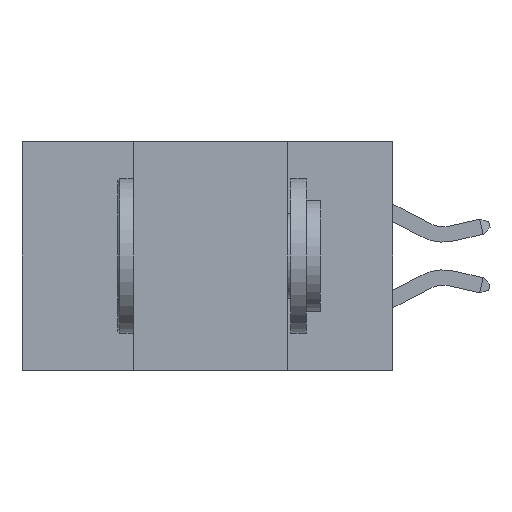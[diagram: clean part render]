
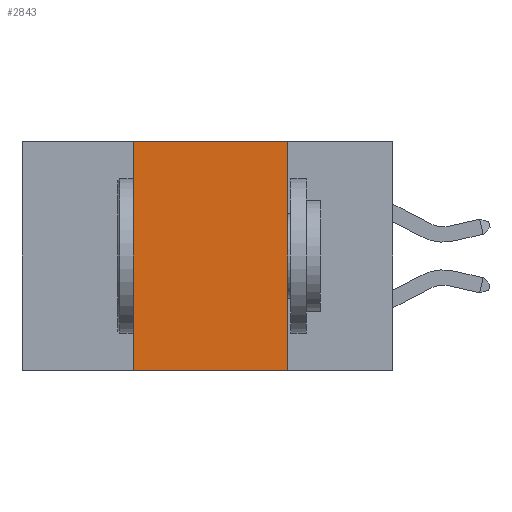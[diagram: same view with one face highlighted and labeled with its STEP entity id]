
A CAD part, left-side view. The second image highlights one B-rep face of the part: STEP entity #2843.
In plain terms, the highlighted planar face has unit normal (-1, 0, 0).
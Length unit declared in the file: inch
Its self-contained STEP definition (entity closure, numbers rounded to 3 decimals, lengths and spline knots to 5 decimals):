
#468 = CARTESIAN_POINT ( 'NONE',  ( 0., 0.42, 0. ) ) ;
#1215 = ORIENTED_EDGE ( 'NONE', *, *, #5718, .F. ) ;
#1290 = LINE ( 'NONE', #2219, #8852 ) ;
#1512 = FACE_OUTER_BOUND ( 'NONE', #5597, .T. ) ;
#1567 = VERTEX_POINT ( 'NONE', #8427 ) ;
#1747 = VERTEX_POINT ( 'NONE', #468 ) ;
#2219 = CARTESIAN_POINT ( 'NONE',  ( 0., 0.6, -0.37 ) ) ;
#2367 = VERTEX_POINT ( 'NONE', #3833 ) ;
#2652 = CARTESIAN_POINT ( 'NONE',  ( 0., 0.6, 0. ) ) ;
#2788 = EDGE_CURVE ( 'NONE', #5806, #1747, #6775, .T. ) ;
#2843 = ADVANCED_FACE ( 'NONE', ( #1512 ), #4437, .F. ) ;
#2907 = CARTESIAN_POINT ( 'NONE',  ( 0., 0.6, 0. ) ) ;
#3010 = EDGE_CURVE ( 'NONE', #5806, #2367, #1290, .T. ) ;
#3317 = VECTOR ( 'NONE', #5206, 39.37008 ) ;
#3833 = CARTESIAN_POINT ( 'NONE',  ( 0., 0.17, -0.37 ) ) ;
#4422 = LINE ( 'NONE', #2907, #8025 ) ;
#4437 = PLANE ( 'NONE',  #9296 ) ;
#5206 = DIRECTION ( 'NONE',  ( 0., 0., 1. ) ) ;
#5265 = DIRECTION ( 'NONE',  ( 0., 0., -1. ) ) ;
#5380 = ORIENTED_EDGE ( 'NONE', *, *, #3010, .T. ) ;
#5390 = DIRECTION ( 'NONE',  ( 0., -1., 0. ) ) ;
#5458 = EDGE_CURVE ( 'NONE', #1747, #1567, #4422, .T. ) ;
#5597 = EDGE_LOOP ( 'NONE', ( #1215, #6829, #6439, #5380 ) ) ;
#5718 = EDGE_CURVE ( 'NONE', #1567, #2367, #6857, .T. ) ;
#5806 = VERTEX_POINT ( 'NONE', #9333 ) ;
#6177 = DIRECTION ( 'NONE',  ( 0., 0., -1. ) ) ;
#6326 = DIRECTION ( 'NONE',  ( 0., -1., 0. ) ) ;
#6439 = ORIENTED_EDGE ( 'NONE', *, *, #2788, .F. ) ;
#6775 = LINE ( 'NONE', #7637, #3317 ) ;
#6829 = ORIENTED_EDGE ( 'NONE', *, *, #5458, .F. ) ;
#6857 = LINE ( 'NONE', #8602, #9423 ) ;
#7637 = CARTESIAN_POINT ( 'NONE',  ( 0., 0.42, 0. ) ) ;
#8025 = VECTOR ( 'NONE', #5390, 39.37008 ) ;
#8427 = CARTESIAN_POINT ( 'NONE',  ( 0., 0.17, 0. ) ) ;
#8602 = CARTESIAN_POINT ( 'NONE',  ( 0., 0.17, 0. ) ) ;
#8852 = VECTOR ( 'NONE', #6326, 39.37008 ) ;
#9296 = AXIS2_PLACEMENT_3D ( 'NONE', #2652, #9322, #5265 ) ;
#9322 = DIRECTION ( 'NONE',  ( 1., 0., 0. ) ) ;
#9333 = CARTESIAN_POINT ( 'NONE',  ( 0., 0.42, -0.37 ) ) ;
#9423 = VECTOR ( 'NONE', #6177, 39.37008 ) ;
